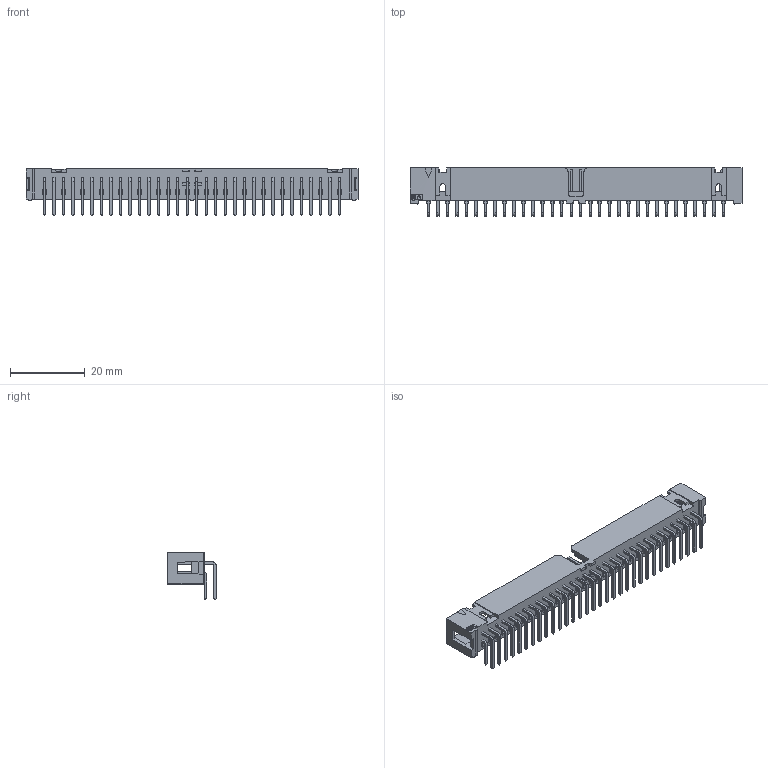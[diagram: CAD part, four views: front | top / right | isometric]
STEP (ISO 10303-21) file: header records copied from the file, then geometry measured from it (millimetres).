
FILE_DESCRIPTION((''),'2;1');
FILE_NAME('3M_N2564-5002RB_3D.stp','2014-02-19T15:29:29',(''),(''),'Mechanical Desktop 2011','Mechanical Desktop 2011',', , ');
FILE_SCHEMA(('AUTOMOTIVE_DESIGN { 1 2 10303 214 1 1 1 1 }'));
Length unit declared in the file: millimetre
Products named in the file (1): Product
Bounding box: 88.6 x 12.85 x 12.67 mm (x, y, z)
Volume: 3073.5 mm3; surface area: 7069 mm2
Topology: 129 solids, 130 shells, 1854 faces, 4156 edges, 2589 vertices
Faces by surface type: plane 1661, cylinder 189, bspline 4
Entity records: 50203 total; most frequent: CARTESIAN_POINT 8836, ORIENTED_EDGE 8308, DIRECTION 8228, EDGE_CURVE 4156, VECTOR 3770, LINE 3770, VERTEX_POINT 2589, AXIS2_PLACEMENT_3D 2229
